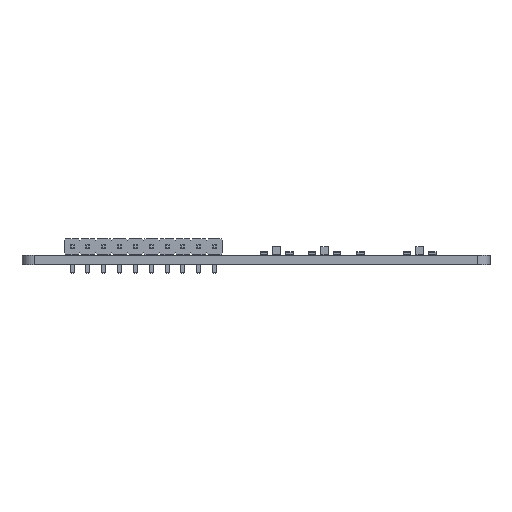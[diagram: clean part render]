
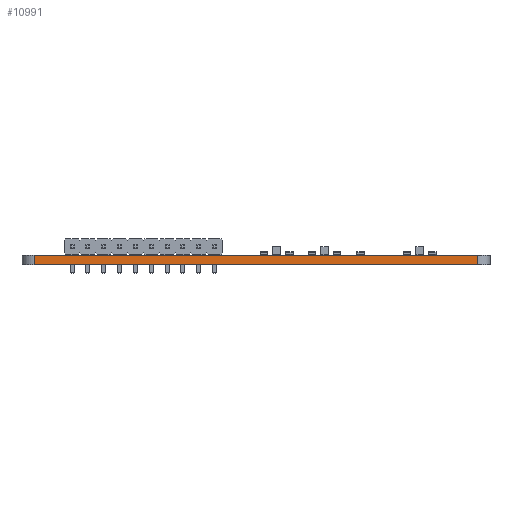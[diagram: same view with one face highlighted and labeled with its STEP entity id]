
A CAD part, left-side view. The second image highlights one B-rep face of the part: STEP entity #10991.
In plain terms, the highlighted planar face has unit normal (-1, 0, 0).
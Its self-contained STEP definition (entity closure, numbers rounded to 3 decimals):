
#9782 = VERTEX_POINT('',#9783);
#9783 = CARTESIAN_POINT('',(115.123,-64.846,0.));
#9790 = EDGE_CURVE('',#9791,#9782,#9793,.T.);
#9791 = VERTEX_POINT('',#9792);
#9792 = CARTESIAN_POINT('',(115.123,-135.846,0.));
#9793 = LINE('',#9794,#9795);
#9794 = CARTESIAN_POINT('',(115.123,-135.846,0.));
#9795 = VECTOR('',#9796,1.);
#9796 = DIRECTION('',(0.,1.,0.));
#10360 = VERTEX_POINT('',#10361);
#10361 = CARTESIAN_POINT('',(115.123,-64.846,1.51));
#10368 = EDGE_CURVE('',#10369,#10360,#10371,.T.);
#10369 = VERTEX_POINT('',#10370);
#10370 = CARTESIAN_POINT('',(115.123,-135.846,1.51));
#10371 = LINE('',#10372,#10373);
#10372 = CARTESIAN_POINT('',(115.123,-135.846,1.51));
#10373 = VECTOR('',#10374,1.);
#10374 = DIRECTION('',(0.,1.,0.));
#10961 = EDGE_CURVE('',#9782,#10360,#10962,.T.);
#10962 = LINE('',#10963,#10964);
#10963 = CARTESIAN_POINT('',(115.123,-64.846,0.));
#10964 = VECTOR('',#10965,1.);
#10965 = DIRECTION('',(0.,0.,1.));
#10991 = ADVANCED_FACE('',(#10992),#11003,.T.);
#10992 = FACE_BOUND('',#10993,.T.);
#10993 = EDGE_LOOP('',(#10994,#11000,#11001,#11002));
#10994 = ORIENTED_EDGE('',*,*,#10995,.T.);
#10995 = EDGE_CURVE('',#9791,#10369,#10996,.T.);
#10996 = LINE('',#10997,#10998);
#10997 = CARTESIAN_POINT('',(115.123,-135.846,0.));
#10998 = VECTOR('',#10999,1.);
#10999 = DIRECTION('',(0.,0.,1.));
#11000 = ORIENTED_EDGE('',*,*,#10368,.T.);
#11001 = ORIENTED_EDGE('',*,*,#10961,.F.);
#11002 = ORIENTED_EDGE('',*,*,#9790,.F.);
#11003 = PLANE('',#11004);
#11004 = AXIS2_PLACEMENT_3D('',#11005,#11006,#11007);
#11005 = CARTESIAN_POINT('',(115.123,-135.846,0.));
#11006 = DIRECTION('',(-1.,0.,0.));
#11007 = DIRECTION('',(0.,1.,0.));
